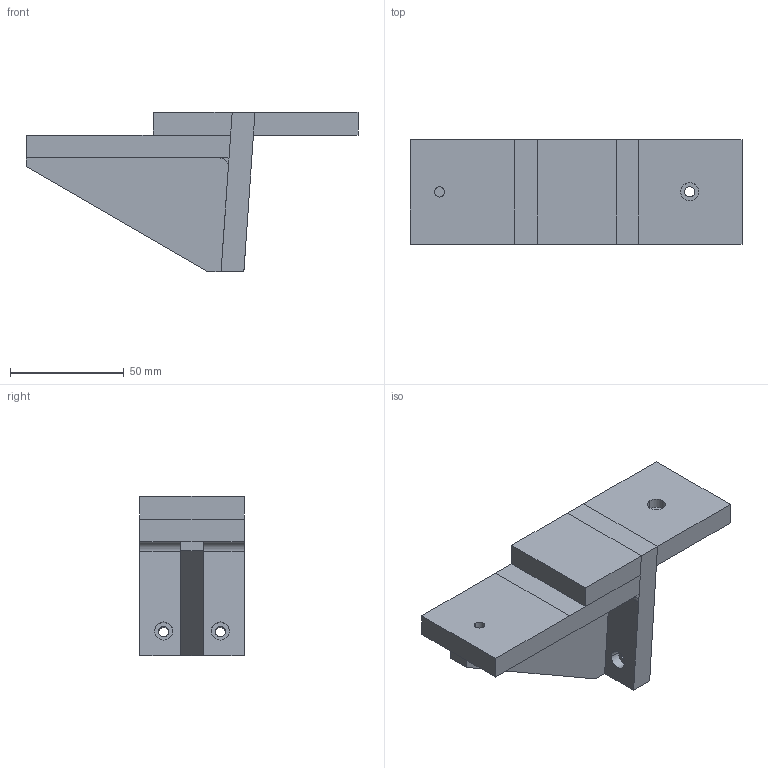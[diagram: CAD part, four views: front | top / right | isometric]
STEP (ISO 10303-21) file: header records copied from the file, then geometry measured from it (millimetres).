
FILE_DESCRIPTION(/* description */ ('VariCAD 2014-2.05 AP-214'),/* implementation_level */ '2;1');
FILE_NAME(/* name */ 'ObeliskAttachment.stp',/* time_stamp */ '2019-01-09T19:31:19+09:00',/* author */ (''),/* organization */ (''),/* preprocessor_version */ 'ST-DEVELOPER v14',/* originating_system */ 'VariCAD 2014-2.05; kernel version (20130303)',/* authorisation */ '');
FILE_SCHEMA (('AUTOMOTIVE_DESIGN'));
Length unit declared in the file: millimetre
Products named in the file (2): ObeliskAttachment
Assembly tree (1 placements, depth 2):
  ObeliskAttachment
    (unnamed)
Bounding box: 146 x 46 x 70 mm (x, y, z)
Volume: 134560.4 mm3; surface area: 29944.4 mm2
Topology: 1 solids, 1 shells, 52 faces, 122 edges, 76 vertices
Faces by surface type: plane 36, cylinder 16
Entity records: 1536 total; most frequent: DIRECTION 266, CARTESIAN_POINT 254, ORIENTED_EDGE 244, EDGE_CURVE 122, LINE 90, VECTOR 90, AXIS2_PLACEMENT_3D 88, VERTEX_POINT 76
